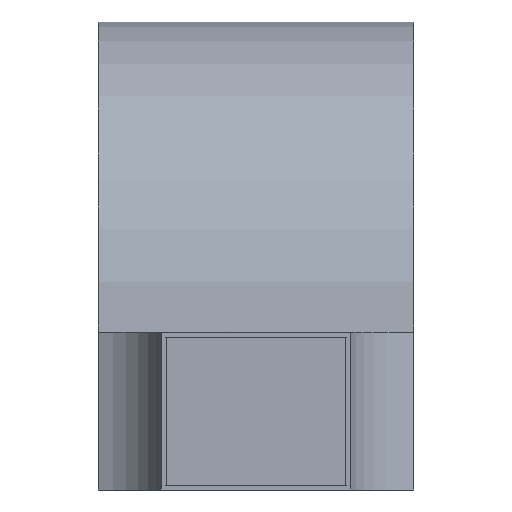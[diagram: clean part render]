
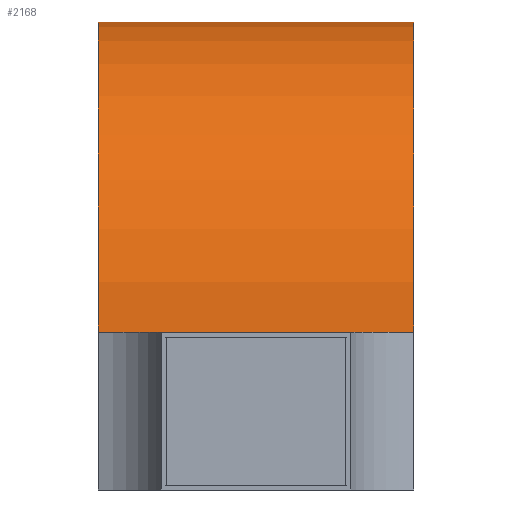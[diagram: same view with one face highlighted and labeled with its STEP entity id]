
A CAD part, left-side view. The second image highlights one B-rep face of the part: STEP entity #2168.
In plain terms, the highlighted cylindrical face has radius 1 mm (diameter 2 mm), a partial arc.
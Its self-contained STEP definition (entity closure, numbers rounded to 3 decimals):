
#141=LINE('',#3381,#425);
#142=LINE('',#3385,#426);
#143=LINE('',#3389,#427);
#144=LINE('',#3393,#428);
#145=LINE('',#3397,#429);
#146=LINE('',#3401,#430);
#425=VECTOR('',#2786,1000.);
#426=VECTOR('',#2789,1000.);
#427=VECTOR('',#2792,1000.);
#428=VECTOR('',#2795,1000.);
#429=VECTOR('',#2798,1000.);
#430=VECTOR('',#2801,1000.);
#709=ORIENTED_EDGE('',*,*,#1345,.F.);
#710=ORIENTED_EDGE('',*,*,#1346,.F.);
#711=ORIENTED_EDGE('',*,*,#1347,.F.);
#712=ORIENTED_EDGE('',*,*,#1348,.T.);
#713=ORIENTED_EDGE('',*,*,#1349,.F.);
#714=ORIENTED_EDGE('',*,*,#1350,.T.);
#715=ORIENTED_EDGE('',*,*,#1351,.F.);
#716=ORIENTED_EDGE('',*,*,#1352,.T.);
#717=ORIENTED_EDGE('',*,*,#1353,.T.);
#718=ORIENTED_EDGE('',*,*,#1354,.F.);
#719=ORIENTED_EDGE('',*,*,#1355,.F.);
#720=ORIENTED_EDGE('',*,*,#1356,.T.);
#1345=EDGE_CURVE('',#1663,#1664,#1875,.T.);
#1346=EDGE_CURVE('',#1665,#1663,#141,.T.);
#1347=EDGE_CURVE('',#1666,#1665,#1876,.T.);
#1348=EDGE_CURVE('',#1666,#1667,#142,.T.);
#1349=EDGE_CURVE('',#1668,#1667,#1877,.T.);
#1350=EDGE_CURVE('',#1668,#1669,#143,.T.);
#1351=EDGE_CURVE('',#1670,#1669,#1878,.T.);
#1352=EDGE_CURVE('',#1670,#1671,#144,.T.);
#1353=EDGE_CURVE('',#1671,#1672,#1879,.T.);
#1354=EDGE_CURVE('',#1673,#1672,#145,.T.);
#1355=EDGE_CURVE('',#1674,#1673,#1880,.T.);
#1356=EDGE_CURVE('',#1674,#1664,#146,.F.);
#1663=VERTEX_POINT('',#3379);
#1664=VERTEX_POINT('',#3380);
#1665=VERTEX_POINT('',#3382);
#1666=VERTEX_POINT('',#3384);
#1667=VERTEX_POINT('',#3386);
#1668=VERTEX_POINT('',#3388);
#1669=VERTEX_POINT('',#3390);
#1670=VERTEX_POINT('',#3392);
#1671=VERTEX_POINT('',#3394);
#1672=VERTEX_POINT('',#3396);
#1673=VERTEX_POINT('',#3398);
#1674=VERTEX_POINT('',#3400);
#1875=CIRCLE('',#2626,1.);
#1876=CIRCLE('',#2627,1.);
#1877=CIRCLE('',#2628,1.);
#1878=CIRCLE('',#2629,1.);
#1879=CIRCLE('',#2630,1.);
#1880=CIRCLE('',#2631,1.);
#1909=EDGE_LOOP('',(#709,#710,#711,#712,#713,#714,#715,#716,#717,#718,#719,
#720));
#2031=FACE_BOUND('',#1909,.T.);
#2153=CYLINDRICAL_SURFACE('',#2625,1.);
#2168=ADVANCED_FACE('',(#2031),#2153,.T.);
#2625=AXIS2_PLACEMENT_3D('',#3377,#2782,#2783);
#2626=AXIS2_PLACEMENT_3D('',#3378,#2784,#2785);
#2627=AXIS2_PLACEMENT_3D('',#3383,#2787,#2788);
#2628=AXIS2_PLACEMENT_3D('',#3387,#2790,#2791);
#2629=AXIS2_PLACEMENT_3D('',#3391,#2793,#2794);
#2630=AXIS2_PLACEMENT_3D('',#3395,#2796,#2797);
#2631=AXIS2_PLACEMENT_3D('',#3399,#2799,#2800);
#2782=DIRECTION('',(0.,1.,0.));
#2783=DIRECTION('',(0.,0.,1.));
#2784=DIRECTION('',(0.,1.,0.));
#2785=DIRECTION('',(0.,0.,1.));
#2786=DIRECTION('',(0.,1.,0.));
#2787=DIRECTION('',(0.,-1.,0.));
#2788=DIRECTION('',(1.,0.,0.));
#2789=DIRECTION('',(0.,1.,0.));
#2790=DIRECTION('',(0.,1.,0.));
#2791=DIRECTION('',(0.,0.,1.));
#2792=DIRECTION('',(0.,1.,0.));
#2793=DIRECTION('',(0.,-1.,0.));
#2794=DIRECTION('',(0.,0.,-1.));
#2795=DIRECTION('',(0.,1.,0.));
#2796=DIRECTION('',(0.,-1.,0.));
#2797=DIRECTION('',(1.,0.,0.));
#2798=DIRECTION('',(0.,1.,0.));
#2799=DIRECTION('',(0.,-1.,0.));
#2800=DIRECTION('',(1.,0.,0.));
#2801=DIRECTION('',(0.,1.,0.));
#3377=CARTESIAN_POINT('',(0.,-0.5,0.485));
#3378=CARTESIAN_POINT('',(0.,-0.075,0.485));
#3379=CARTESIAN_POINT('',(-1.,-0.075,0.485));
#3380=CARTESIAN_POINT('',(-1.,-0.075,0.5));
#3381=CARTESIAN_POINT('',(-1.,-0.5,0.485));
#3382=CARTESIAN_POINT('',(-1.,-0.5,0.485));
#3383=CARTESIAN_POINT('',(0.,-0.5,0.485));
#3384=CARTESIAN_POINT('',(1.,-0.5,0.485));
#3385=CARTESIAN_POINT('',(1.,-0.5,0.485));
#3386=CARTESIAN_POINT('',(1.,-0.2,0.485));
#3387=CARTESIAN_POINT('',(0.,-0.2,0.485));
#3388=CARTESIAN_POINT('',(1.,-0.2,0.5));
#3389=CARTESIAN_POINT('',(1.,-0.5,0.5));
#3390=CARTESIAN_POINT('',(1.,0.,0.5));
#3391=CARTESIAN_POINT('',(0.,0.,0.485));
#3392=CARTESIAN_POINT('',(1.,0.,0.485));
#3393=CARTESIAN_POINT('',(1.,-0.5,0.485));
#3394=CARTESIAN_POINT('',(1.,0.5,0.485));
#3395=CARTESIAN_POINT('',(0.,0.5,0.485));
#3396=CARTESIAN_POINT('',(-1.,0.5,0.485));
#3397=CARTESIAN_POINT('',(-1.,-0.5,0.485));
#3398=CARTESIAN_POINT('',(-1.,0.075,0.485));
#3399=CARTESIAN_POINT('',(0.,0.075,0.485));
#3400=CARTESIAN_POINT('',(-1.,0.075,0.5));
#3401=CARTESIAN_POINT('',(-1.,-0.5,0.5));
